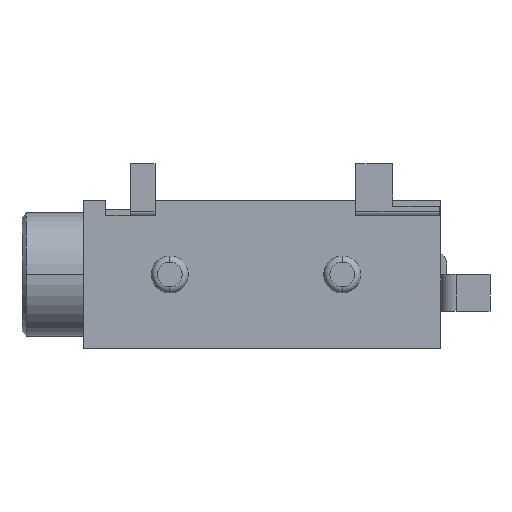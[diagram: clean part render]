
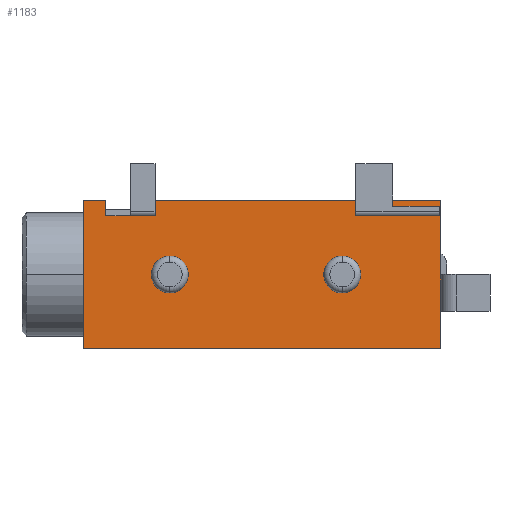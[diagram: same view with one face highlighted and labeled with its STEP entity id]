
A CAD part, front view. The second image highlights one B-rep face of the part: STEP entity #1183.
In plain terms, the highlighted planar face has unit normal (0, -1, 0).
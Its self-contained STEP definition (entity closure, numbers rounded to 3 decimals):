
#29=DIRECTION('',(-1.,0.,0.));
#30=VECTOR('',#29,1.95);
#31=CARTESIAN_POINT('',(14.5,0.,3.));
#32=LINE('',#31,#30);
#33=DIRECTION('',(0.,0.,1.));
#34=VECTOR('',#33,0.625);
#35=CARTESIAN_POINT('',(0.9,0.,2.375));
#36=LINE('',#35,#34);
#37=DIRECTION('',(-1.,0.,0.));
#38=VECTOR('',#37,1.);
#39=CARTESIAN_POINT('',(1.9,0.,2.375));
#40=LINE('',#39,#38);
#41=DIRECTION('',(-1.,0.,0.));
#42=VECTOR('',#41,1.);
#43=CARTESIAN_POINT('',(2.9,0.,2.375));
#44=LINE('',#43,#42);
#45=DIRECTION('',(-1.,0.,0.));
#46=VECTOR('',#45,8.15);
#47=CARTESIAN_POINT('',(11.05,0.,3.));
#48=LINE('',#47,#46);
#49=DIRECTION('',(-1.,0.,0.));
#50=VECTOR('',#49,3.4);
#51=CARTESIAN_POINT('',(14.45,0.,2.375));
#52=LINE('',#51,#50);
#53=CARTESIAN_POINT('',(10.5,0.,0.));
#54=DIRECTION('',(0.,1.,0.));
#55=DIRECTION('',(0.,0.,-1.));
#56=AXIS2_PLACEMENT_3D('',#53,#54,#55);
#58=CARTESIAN_POINT('',(10.5,0.,0.));
#59=DIRECTION('',(0.,1.,0.));
#60=DIRECTION('',(0.,0.,1.));
#61=AXIS2_PLACEMENT_3D('',#58,#59,#60);
#63=CARTESIAN_POINT('',(3.5,0.,0.));
#64=DIRECTION('',(0.,1.,0.));
#65=DIRECTION('',(0.,0.,-1.));
#66=AXIS2_PLACEMENT_3D('',#63,#64,#65);
#68=CARTESIAN_POINT('',(3.5,0.,0.));
#69=DIRECTION('',(0.,1.,0.));
#70=DIRECTION('',(0.,0.,1.));
#71=AXIS2_PLACEMENT_3D('',#68,#69,#70);
#77=DIRECTION('',(0.,0.,1.));
#78=VECTOR('',#77,0.225);
#79=CARTESIAN_POINT('',(12.55,0.,2.775));
#80=LINE('',#79,#78);
#133=DIRECTION('',(0.,0.,-1.));
#134=VECTOR('',#133,0.625);
#135=CARTESIAN_POINT('',(11.05,0.,3.));
#136=LINE('',#135,#134);
#150=DIRECTION('',(0.,0.,1.));
#151=VECTOR('',#150,0.4);
#152=CARTESIAN_POINT('',(14.45,0.,2.375));
#153=LINE('',#152,#151);
#163=DIRECTION('',(-1.,0.,0.));
#164=VECTOR('',#163,1.9);
#165=CARTESIAN_POINT('',(14.45,0.,2.775));
#166=LINE('',#165,#164);
#175=DIRECTION('',(0.,0.,1.));
#176=VECTOR('',#175,0.625);
#177=CARTESIAN_POINT('',(2.9,0.,2.375));
#178=LINE('',#177,#176);
#492=DIRECTION('',(0.,0.,1.));
#493=VECTOR('',#492,3.);
#494=CARTESIAN_POINT('',(0.,0.,0.));
#495=LINE('',#494,#493);
#500=DIRECTION('',(1.,0.,0.));
#501=VECTOR('',#500,0.9);
#502=CARTESIAN_POINT('',(0.,0.,3.));
#503=LINE('',#502,#501);
#517=DIRECTION('',(0.,0.,1.));
#518=VECTOR('',#517,3.);
#519=CARTESIAN_POINT('',(0.,0.,-3.));
#520=LINE('',#519,#518);
#529=DIRECTION('',(-1.,0.,0.));
#530=VECTOR('',#529,14.5);
#531=CARTESIAN_POINT('',(14.5,0.,-3.));
#532=LINE('',#531,#530);
#541=DIRECTION('',(0.,0.,-1.));
#542=VECTOR('',#541,6.);
#543=CARTESIAN_POINT('',(14.5,0.,3.));
#544=LINE('',#543,#542);
#829=CARTESIAN_POINT('',(2.9,0.,2.375));
#831=VERTEX_POINT('',#829);
#840=CARTESIAN_POINT('',(14.5,0.,3.));
#841=CARTESIAN_POINT('',(12.55,0.,3.));
#842=VERTEX_POINT('',#840);
#843=VERTEX_POINT('',#841);
#860=CARTESIAN_POINT('',(10.5,0.,0.75));
#861=CARTESIAN_POINT('',(10.5,0.,-0.75));
#862=VERTEX_POINT('',#860);
#863=VERTEX_POINT('',#861);
#886=CARTESIAN_POINT('',(0.,0.,-3.));
#887=CARTESIAN_POINT('',(0.,0.,0.));
#888=VERTEX_POINT('',#886);
#889=VERTEX_POINT('',#887);
#912=CARTESIAN_POINT('',(1.9,0.,2.375));
#914=VERTEX_POINT('',#912);
#922=CARTESIAN_POINT('',(11.05,0.,3.));
#923=CARTESIAN_POINT('',(11.05,0.,2.375));
#924=VERTEX_POINT('',#922);
#925=VERTEX_POINT('',#923);
#956=CARTESIAN_POINT('',(0.9,0.,3.));
#957=VERTEX_POINT('',#956);
#982=CARTESIAN_POINT('',(3.5,0.,-0.75));
#983=CARTESIAN_POINT('',(3.5,0.,0.75));
#984=VERTEX_POINT('',#982);
#985=VERTEX_POINT('',#983);
#986=CARTESIAN_POINT('',(14.5,0.,-3.));
#987=VERTEX_POINT('',#986);
#1006=CARTESIAN_POINT('',(2.9,0.,3.));
#1007=VERTEX_POINT('',#1006);
#1018=CARTESIAN_POINT('',(0.9,0.,2.375));
#1019=VERTEX_POINT('',#1018);
#1032=CARTESIAN_POINT('',(12.55,0.,2.775));
#1033=VERTEX_POINT('',#1032);
#1038=CARTESIAN_POINT('',(14.45,0.,
2.375));
#1039=VERTEX_POINT('',#1038);
#1054=CARTESIAN_POINT('',(0.,0.,3.));
#1055=VERTEX_POINT('',#1054);
#1056=CARTESIAN_POINT('',(14.45,0.,2.775));
#1057=VERTEX_POINT('',#1056);
#1134=CARTESIAN_POINT('',(0.,0.,3.));
#1135=DIRECTION('',(0.,1.,0.));
#1136=DIRECTION('',(-0.707,0.,0.707));
#1137=AXIS2_PLACEMENT_3D('',#1134,#1135,#1136);
#1138=PLANE('',#1137);
#1140=ORIENTED_EDGE('',*,*,#1139,.T.);
#1142=ORIENTED_EDGE('',*,*,#1141,.F.);
#1144=ORIENTED_EDGE('',*,*,#1143,.T.);
#1146=ORIENTED_EDGE('',*,*,#1145,.T.);
#1148=ORIENTED_EDGE('',*,*,#1147,.T.);
#1150=ORIENTED_EDGE('',*,*,#1149,.T.);
#1152=ORIENTED_EDGE('',*,*,#1151,.T.);
#1154=ORIENTED_EDGE('',*,*,#1153,.F.);
#1156=ORIENTED_EDGE('',*,*,#1155,.F.);
#1158=ORIENTED_EDGE('',*,*,#1157,.F.);
#1160=ORIENTED_EDGE('',*,*,#1159,.T.);
#1162=ORIENTED_EDGE('',*,*,#1161,.F.);
#1164=ORIENTED_EDGE('',*,*,#1163,.T.);
#1166=ORIENTED_EDGE('',*,*,#1165,.F.);
#1168=ORIENTED_EDGE('',*,*,#1167,.T.);
#1170=ORIENTED_EDGE('',*,*,#1169,.T.);
#1171=EDGE_LOOP('',(#1140,#1142,#1144,#1146,#1148,#1150,#1152,#1154,#1156,#1158,
#1160,#1162,#1164,#1166,#1168,#1170));
#1172=FACE_OUTER_BOUND('',#1171,.F.);
#1174=ORIENTED_EDGE('',*,*,#1173,.F.);
#1176=ORIENTED_EDGE('',*,*,#1175,.F.);
#1177=EDGE_LOOP('',(#1174,#1176));
#1178=FACE_BOUND('',#1177,.F.);
#1179=ORIENTED_EDGE('',*,*,#1119,.F.);
#1180=ORIENTED_EDGE('',*,*,#1099,.F.);
#1181=EDGE_LOOP('',(#1179,#1180));
#1182=FACE_BOUND('',#1181,.F.);
#57=CIRCLE('',#56,0.75);
#62=CIRCLE('',#61,0.75);
#67=CIRCLE('',#66,0.75);
#72=CIRCLE('',#71,0.75);
#1099=EDGE_CURVE('',#985,#984,#72,.T.);
#1119=EDGE_CURVE('',#984,#985,#67,.T.);
#1139=EDGE_CURVE('',#1033,#843,#80,.T.);
#1141=EDGE_CURVE('',#842,#843,#32,.T.);
#1143=EDGE_CURVE('',#842,#987,#544,.T.);
#1145=EDGE_CURVE('',#987,#888,#532,.T.);
#1147=EDGE_CURVE('',#888,#889,#520,.T.);
#1149=EDGE_CURVE('',#889,#1055,#495,.T.);
#1151=EDGE_CURVE('',#1055,#957,#503,.T.);
#1153=EDGE_CURVE('',#1019,#957,#36,.T.);
#1155=EDGE_CURVE('',#914,#1019,#40,.T.);
#1157=EDGE_CURVE('',#831,#914,#44,.T.);
#1159=EDGE_CURVE('',#831,#1007,#178,.T.);
#1161=EDGE_CURVE('',#924,#1007,#48,.T.);
#1163=EDGE_CURVE('',#924,#925,#136,.T.);
#1165=EDGE_CURVE('',#1039,#925,#52,.T.);
#1167=EDGE_CURVE('',#1039,#1057,#153,.T.);
#1169=EDGE_CURVE('',#1057,#1033,#166,.T.);
#1173=EDGE_CURVE('',#863,#862,#57,.T.);
#1175=EDGE_CURVE('',#862,#863,#62,.T.);
#1183=ADVANCED_FACE('',(#1172,#1178,#1182),#1138,.F.);
